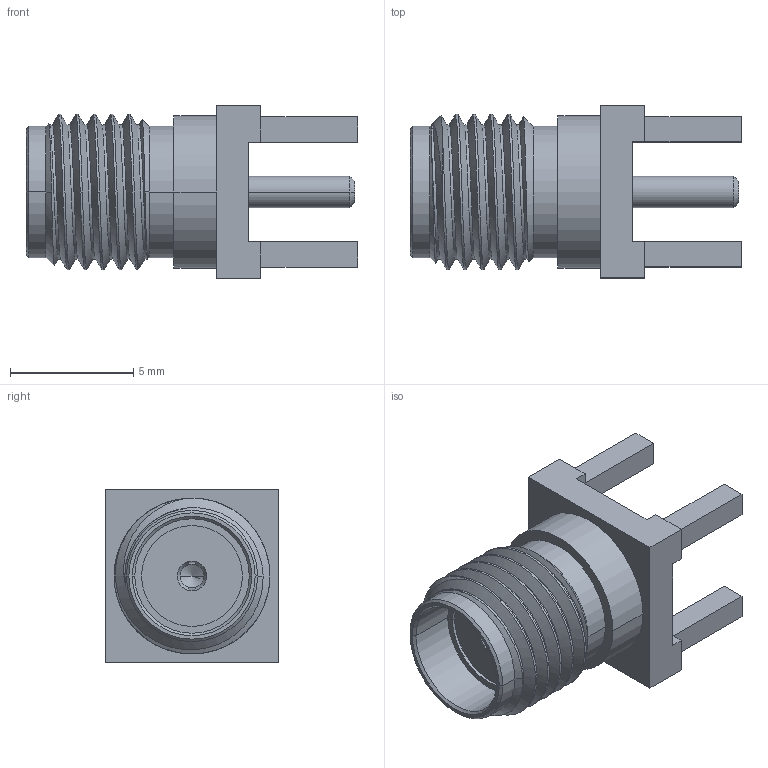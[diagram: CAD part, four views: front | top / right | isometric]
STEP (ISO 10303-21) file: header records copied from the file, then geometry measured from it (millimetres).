
FILE_DESCRIPTION((''),'2;1');
FILE_NAME('PRT0001','2025-11-21T12:26:01',('RF Design'),(''),'CREO PARAMETRIC BY PTC INC, 2025010','CREO PARAMETRIC BY PTC INC, 2025010','');
FILE_SCHEMA(('CONFIG_CONTROL_DESIGN'));
Length unit declared in the file: millimetre
Products named in the file (1): PRT0001
Bounding box: 13.47 x 7 x 7 mm (x, y, z)
Volume: 257.7 mm3; surface area: 458.7 mm2
Topology: 1 solids, 1 shells, 89 faces, 248 edges, 165 vertices
Faces by surface type: plane 43, cylinder 24, cone 16, bspline 6
Entity records: 5032 total; most frequent: CARTESIAN_POINT 2756, ORIENTED_EDGE 492, DIRECTION 430, EDGE_CURVE 246, VERTEX_POINT 165, AXIS2_PLACEMENT_3D 147, VECTOR 136, LINE 136
